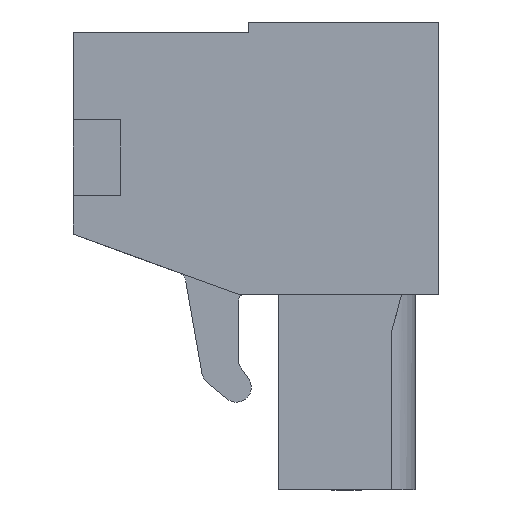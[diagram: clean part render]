
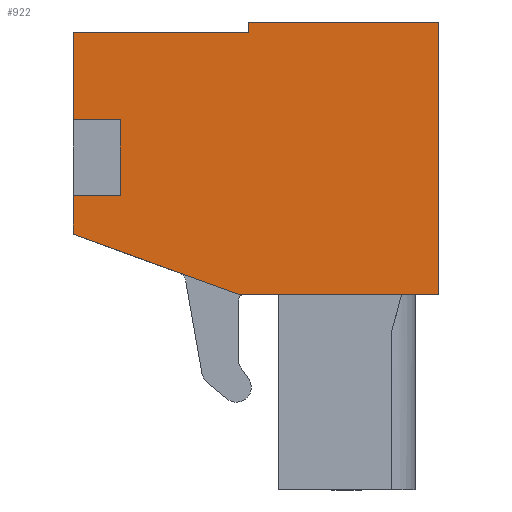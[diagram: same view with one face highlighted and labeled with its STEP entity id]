
A CAD part, left-side view. The second image highlights one B-rep face of the part: STEP entity #922.
In plain terms, the highlighted planar face has unit normal (-1, 0, 0).
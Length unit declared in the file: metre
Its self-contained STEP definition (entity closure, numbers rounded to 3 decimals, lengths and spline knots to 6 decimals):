
#922=ADVANCED_FACE('',(#1957),#1958,.T.);
#1957=FACE_OUTER_BOUND('',#3037,.T.);
#1958=PLANE('',#3038);
#3037=EDGE_LOOP('',(#5696,#5697,#5698,#5699,#5700,#5701,#5702,#5703,#5704,#5705,#5706));
#3038=AXIS2_PLACEMENT_3D('',#5707,#5708,#5709);
#5696=ORIENTED_EDGE('',*,*,#6502,.F.);
#5697=ORIENTED_EDGE('',*,*,#6913,.T.);
#5698=ORIENTED_EDGE('',*,*,#6581,.F.);
#5699=ORIENTED_EDGE('',*,*,#6705,.T.);
#5700=ORIENTED_EDGE('',*,*,#7054,.T.);
#5701=ORIENTED_EDGE('',*,*,#6924,.T.);
#5702=ORIENTED_EDGE('',*,*,#6546,.T.);
#5703=ORIENTED_EDGE('',*,*,#7104,.T.);
#5704=ORIENTED_EDGE('',*,*,#6273,.T.);
#5705=ORIENTED_EDGE('',*,*,#6217,.T.);
#5706=ORIENTED_EDGE('',*,*,#6707,.T.);
#5707=CARTESIAN_POINT('',(0.01524,0.0152,-0.008892));
#5708=DIRECTION('',(-1.0,0.,0.));
#5709=DIRECTION('',(0.,0.0,1.0));
#6217=EDGE_CURVE('',#7429,#7433,#7435,.T.);
#6273=EDGE_CURVE('',#7528,#7429,#7531,.T.);
#6502=EDGE_CURVE('',#7909,#7910,#7911,.T.);
#6546=EDGE_CURVE('',#7975,#7979,#7981,.T.);
#6581=EDGE_CURVE('',#8032,#8033,#8034,.T.);
#6705=EDGE_CURVE('',#8032,#8211,#8213,.T.);
#6707=EDGE_CURVE('',#7433,#7910,#8215,.T.);
#6913=EDGE_CURVE('',#7909,#8033,#8502,.T.);
#6924=EDGE_CURVE('',#8516,#7975,#8517,.T.);
#7054=EDGE_CURVE('',#8211,#8516,#8676,.T.);
#7104=EDGE_CURVE('',#7979,#7528,#8736,.T.);
#7429=VERTEX_POINT('',#9144);
#7433=VERTEX_POINT('',#9150);
#7435=LINE('',#9153,#9154);
#7528=VERTEX_POINT('',#9302);
#7531=LINE('',#9307,#9308);
#7909=VERTEX_POINT('',#9829);
#7910=VERTEX_POINT('',#9830);
#7911=LINE('',#9831,#9832);
#7975=VERTEX_POINT('',#9920);
#7979=VERTEX_POINT('',#9926);
#7981=LINE('',#9929,#9930);
#8032=VERTEX_POINT('',#10002);
#8033=VERTEX_POINT('',#10003);
#8034=LINE('',#10004,#10005);
#8211=VERTEX_POINT('',#10248);
#8213=LINE('',#10251,#10252);
#8215=LINE('',#10255,#10256);
#8502=LINE('',#10664,#10665);
#8516=VERTEX_POINT('',#10684);
#8517=LINE('',#10685,#10686);
#8676=LINE('',#10919,#10920);
#8736=LINE('',#11007,#11008);
#9144=CARTESIAN_POINT('',(0.01524,0.00805,-0.00045));
#9150=CARTESIAN_POINT('',(0.01524,0.0155,-0.00045));
#9153=CARTESIAN_POINT('',(0.01524,0.0155,-0.00045));
#9154=VECTOR('',#11274,1.0);
#9302=CARTESIAN_POINT('',(0.01524,0.00805,0.));
#9307=CARTESIAN_POINT('',(0.01524,0.00805,-0.00045));
#9308=VECTOR('',#11336,1.0);
#9829=CARTESIAN_POINT('',(0.01524,0.0135,-0.00415));
#9830=CARTESIAN_POINT('',(0.01524,0.0155,-0.00415));
#9831=CARTESIAN_POINT('',(0.01524,0.0152,-0.00415));
#9832=VECTOR('',#11585,1.0);
#9920=CARTESIAN_POINT('',(0.01524,0.0,-0.01155));
#9926=CARTESIAN_POINT('',(0.01524,0.0,0.));
#9929=CARTESIAN_POINT('',(0.01524,0.0,0.));
#9930=VECTOR('',#11637,1.0);
#10002=CARTESIAN_POINT('',(0.01524,0.0155,-0.00735));
#10003=CARTESIAN_POINT('',(0.01524,0.0135,-0.00735));
#10004=CARTESIAN_POINT('',(0.01524,0.0152,-0.00735));
#10005=VECTOR('',#11665,1.0);
#10248=CARTESIAN_POINT('',(0.01524,0.0155,-0.009002));
#10251=CARTESIAN_POINT('',(0.01524,0.0155,-0.008892));
#10252=VECTOR('',#11799,1.0);
#10255=CARTESIAN_POINT('',(0.01524,0.0155,-0.008892));
#10256=VECTOR('',#11801,1.0);
#10664=CARTESIAN_POINT('',(0.01524,0.0135,-0.008892));
#10665=VECTOR('',#12004,1.0);
#10684=CARTESIAN_POINT('',(0.01524,0.0085,-0.01155));
#10685=CARTESIAN_POINT('',(0.01524,0.0,-0.01155));
#10686=VECTOR('',#12013,1.0);
#10919=CARTESIAN_POINT('',(0.01524,0.0085,-0.01155));
#10920=VECTOR('',#12121,1.0);
#11007=CARTESIAN_POINT('',(0.01524,0.00805,0.));
#11008=VECTOR('',#12158,1.0);
#11274=DIRECTION('',(0.,1.0,0.));
#11336=DIRECTION('',(0.,0.,-1.0));
#11585=DIRECTION('',(0.0,1.0,0.0));
#11637=DIRECTION('',(0.,0.,1.0));
#11665=DIRECTION('',(0.0,-1.0,0.0));
#11799=DIRECTION('',(0.,0.,-1.0));
#11801=DIRECTION('',(0.,0.,-1.0));
#12004=DIRECTION('',(0.,0.,-1.0));
#12013=DIRECTION('',(0.,-1.0,0.));
#12121=DIRECTION('',(0.,-0.94,-0.342));
#12158=DIRECTION('',(0.,1.0,0.));
